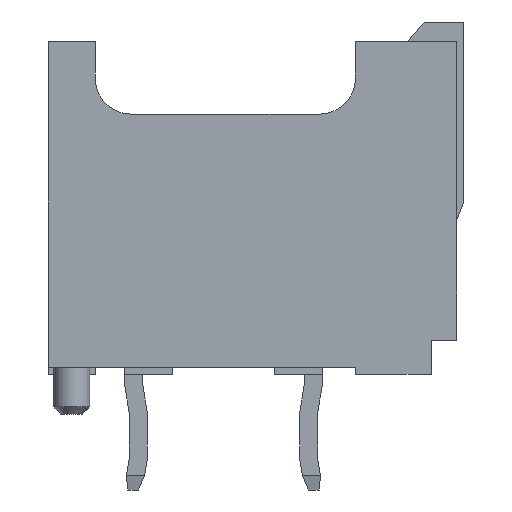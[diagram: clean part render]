
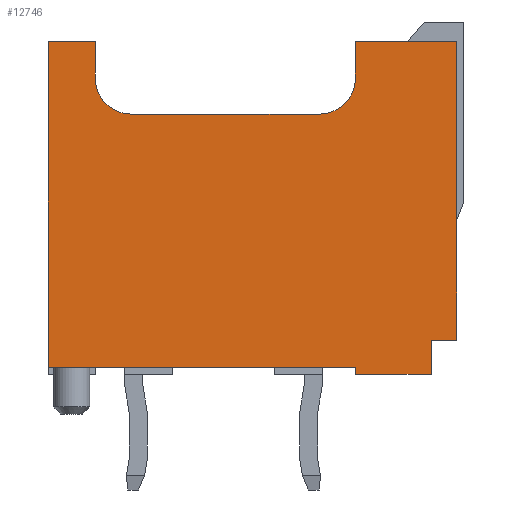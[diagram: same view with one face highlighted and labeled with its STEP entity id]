
A CAD part, left-side view. The second image highlights one B-rep face of the part: STEP entity #12746.
In plain terms, the highlighted face is planar.
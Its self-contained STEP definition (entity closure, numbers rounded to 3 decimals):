
#31=CIRCLE('',#13266,1.);
#32=CIRCLE('',#13267,1.);
#712=ORIENTED_EDGE('',*,*,#3090,.T.);
#713=ORIENTED_EDGE('',*,*,#3091,.T.);
#714=ORIENTED_EDGE('',*,*,#3060,.T.);
#715=ORIENTED_EDGE('',*,*,#3056,.F.);
#716=ORIENTED_EDGE('',*,*,#3092,.F.);
#717=ORIENTED_EDGE('',*,*,#3093,.F.);
#718=ORIENTED_EDGE('',*,*,#3094,.F.);
#719=ORIENTED_EDGE('',*,*,#3018,.F.);
#720=ORIENTED_EDGE('',*,*,#3095,.F.);
#721=ORIENTED_EDGE('',*,*,#3096,.F.);
#722=ORIENTED_EDGE('',*,*,#3097,.F.);
#723=ORIENTED_EDGE('',*,*,#3098,.F.);
#724=ORIENTED_EDGE('',*,*,#3099,.F.);
#725=ORIENTED_EDGE('',*,*,#3100,.F.);
#3018=EDGE_CURVE('',#4229,#4222,#5186,.T.);
#3056=EDGE_CURVE('',#4255,#4252,#5220,.T.);
#3060=EDGE_CURVE('',#4257,#4252,#5224,.T.);
#3090=EDGE_CURVE('',#4275,#4276,#5254,.T.);
#3091=EDGE_CURVE('',#4276,#4257,#5255,.T.);
#3092=EDGE_CURVE('',#4277,#4255,#5256,.T.);
#3093=EDGE_CURVE('',#4278,#4277,#5257,.T.);
#3094=EDGE_CURVE('',#4222,#4278,#5258,.T.);
#3095=EDGE_CURVE('',#4279,#4229,#5259,.T.);
#3096=EDGE_CURVE('',#4280,#4279,#31,.T.);
#3097=EDGE_CURVE('',#4281,#4280,#5260,.T.);
#3098=EDGE_CURVE('',#4282,#4281,#32,.T.);
#3099=EDGE_CURVE('',#4283,#4282,#5261,.T.);
#3100=EDGE_CURVE('',#4275,#4283,#5262,.T.);
#4222=VERTEX_POINT('',#16680);
#4229=VERTEX_POINT('',#16694);
#4252=VERTEX_POINT('',#16762);
#4255=VERTEX_POINT('',#16768);
#4257=VERTEX_POINT('',#16776);
#4275=VERTEX_POINT('',#16834);
#4276=VERTEX_POINT('',#16835);
#4277=VERTEX_POINT('',#16838);
#4278=VERTEX_POINT('',#16840);
#4279=VERTEX_POINT('',#16843);
#4280=VERTEX_POINT('',#16845);
#4281=VERTEX_POINT('',#16847);
#4282=VERTEX_POINT('',#16849);
#4283=VERTEX_POINT('',#16851);
#5186=LINE('',#16695,#6489);
#5220=LINE('',#16769,#6523);
#5224=LINE('',#16777,#6527);
#5254=LINE('',#16833,#6557);
#5255=LINE('',#16836,#6558);
#5256=LINE('',#16837,#6559);
#5257=LINE('',#16839,#6560);
#5258=LINE('',#16841,#6561);
#5259=LINE('',#16842,#6562);
#5260=LINE('',#16846,#6563);
#5261=LINE('',#16850,#6564);
#5262=LINE('',#16852,#6565);
#6489=VECTOR('',#14239,1000.);
#6523=VECTOR('',#14301,1000.);
#6527=VECTOR('',#14309,1000.);
#6557=VECTOR('',#14357,1000.);
#6558=VECTOR('',#14358,1000.);
#6559=VECTOR('',#14359,1000.);
#6560=VECTOR('',#14360,1000.);
#6561=VECTOR('',#14361,1000.);
#6562=VECTOR('',#14362,1000.);
#6563=VECTOR('',#14365,1000.);
#6564=VECTOR('',#14368,1000.);
#6565=VECTOR('',#14369,1000.);
#7595=EDGE_LOOP('',(#712,#713,#714,#715,#716,#717,#718,#719,#720,#721,#722,
#723,#724,#725));
#8149=FACE_BOUND('',#7595,.T.);
#8699=PLANE('',#13265);
#12746=ADVANCED_FACE('',(#8149),#8699,.T.);
#13265=AXIS2_PLACEMENT_3D('',#16832,#14355,#14356);
#13266=AXIS2_PLACEMENT_3D('',#16844,#14363,#14364);
#13267=AXIS2_PLACEMENT_3D('',#16848,#14366,#14367);
#14239=DIRECTION('',(0.,0.,1.));
#14301=DIRECTION('',(0.,0.,-1.));
#14309=DIRECTION('',(0.,1.,0.));
#14355=DIRECTION('',(1.,0.,0.));
#14356=DIRECTION('',(0.,0.,-1.));
#14357=DIRECTION('',(0.,1.,0.));
#14358=DIRECTION('',(0.,0.,1.));
#14359=DIRECTION('',(0.,1.,0.));
#14360=DIRECTION('',(0.,0.,-1.));
#14361=DIRECTION('',(0.,1.,0.));
#14362=DIRECTION('',(0.,-1.,0.));
#14363=DIRECTION('',(1.,0.,0.));
#14364=DIRECTION('',(0.,-1.,0.));
#14365=DIRECTION('',(0.,0.,1.));
#14366=DIRECTION('',(1.,0.,0.));
#14367=DIRECTION('',(0.,-1.,0.));
#14368=DIRECTION('',(0.,1.,0.));
#14369=DIRECTION('',(0.,0.,1.));
#16680=CARTESIAN_POINT('',(8.7,-4.325,5.55));
#16694=CARTESIAN_POINT('',(8.7,-4.325,2.75));
#16695=CARTESIAN_POINT('',(8.7,-4.325,5.75));
#16762=CARTESIAN_POINT('',(8.7,4.875,2.75));
#16768=CARTESIAN_POINT('',(8.7,4.875,4.85));
#16769=CARTESIAN_POINT('',(8.7,4.875,5.75));
#16776=CARTESIAN_POINT('',(8.7,4.675,2.75));
#16777=CARTESIAN_POINT('',(8.7,4.675,2.75));
#16832=CARTESIAN_POINT('',(8.7,-4.875,5.75));
#16833=CARTESIAN_POINT('',(8.7,-4.875,-5.75));
#16834=CARTESIAN_POINT('',(8.7,-4.325,-5.75));
#16835=CARTESIAN_POINT('',(8.7,4.675,-5.75));
#16836=CARTESIAN_POINT('',(8.7,4.675,-4.45));
#16837=CARTESIAN_POINT('',(8.7,3.925,4.85));
#16838=CARTESIAN_POINT('',(8.7,3.925,4.85));
#16839=CARTESIAN_POINT('',(8.7,3.925,5.55));
#16840=CARTESIAN_POINT('',(8.7,3.925,5.55));
#16841=CARTESIAN_POINT('',(8.7,0.625,5.55));
#16842=CARTESIAN_POINT('',(8.7,-3.325,2.75));
#16843=CARTESIAN_POINT('',(8.7,-3.325,2.75));
#16844=CARTESIAN_POINT('',(8.7,-3.325,1.75));
#16845=CARTESIAN_POINT('',(8.7,-2.325,1.75));
#16846=CARTESIAN_POINT('',(8.7,-2.325,-3.45));
#16847=CARTESIAN_POINT('',(8.7,-2.325,-3.45));
#16848=CARTESIAN_POINT('',(8.7,-3.325,-3.45));
#16849=CARTESIAN_POINT('',(8.7,-3.325,-4.45));
#16850=CARTESIAN_POINT('',(8.7,-4.325,-4.45));
#16851=CARTESIAN_POINT('',(8.7,-4.325,-4.45));
#16852=CARTESIAN_POINT('',(8.7,-4.325,-5.75));
